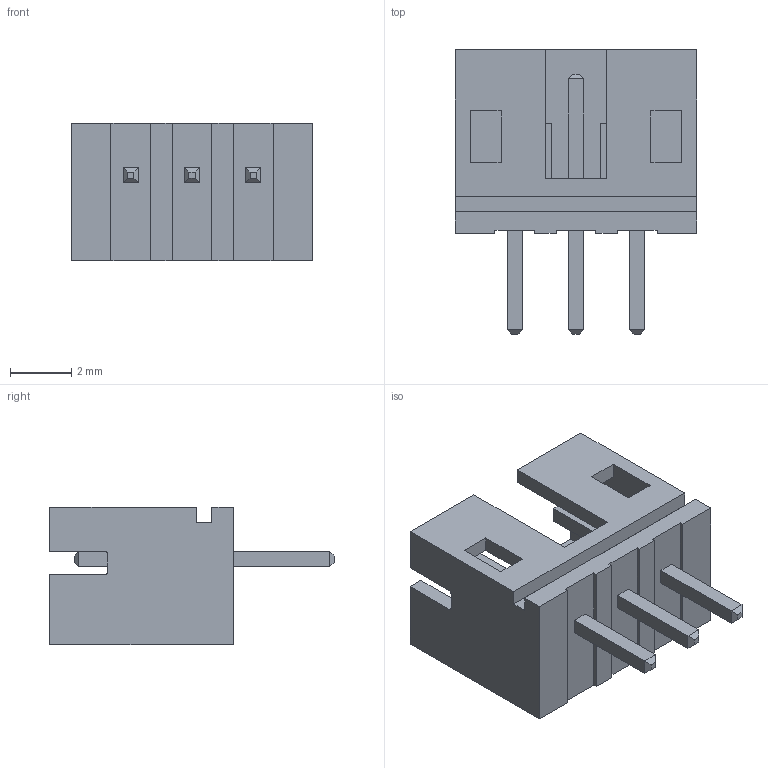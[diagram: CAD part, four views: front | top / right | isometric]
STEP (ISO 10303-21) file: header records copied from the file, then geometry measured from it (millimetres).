
FILE_DESCRIPTION (( 'STEP AP214' ), '1' );
FILE_NAME ('C4238A99-029D-45F6-8423-9EBD533E8255.STEP', '2023-08-11T09:09:06', ( '' ), ( '' ), 'SwSTEP 2.0', 'SolidWorks 2022', '' );
FILE_SCHEMA (( 'AUTOMOTIVE_DESIGN' ));
Length unit declared in the file: millimetre
Products named in the file (1): C4238A99-029D-45F6-8423-9EBD533E8255
Bounding box: 7.9 x 9.3 x 4.5 mm (x, y, z)
Volume: 100.4 mm3; surface area: 351.6 mm2
Topology: 1 solids, 1 shells, 112 faces, 294 edges, 188 vertices
Faces by surface type: plane 108, cylinder 4
Entity records: 3990 total; most frequent: CARTESIAN_POINT 595, ORIENTED_EDGE 588, DIRECTION 528, EDGE_CURVE 294, LINE 286, VECTOR 286, VERTEX_POINT 188, AXIS2_PLACEMENT_3D 121
